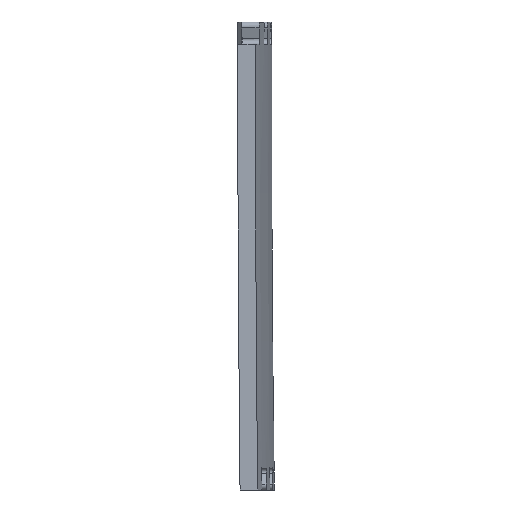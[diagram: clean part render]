
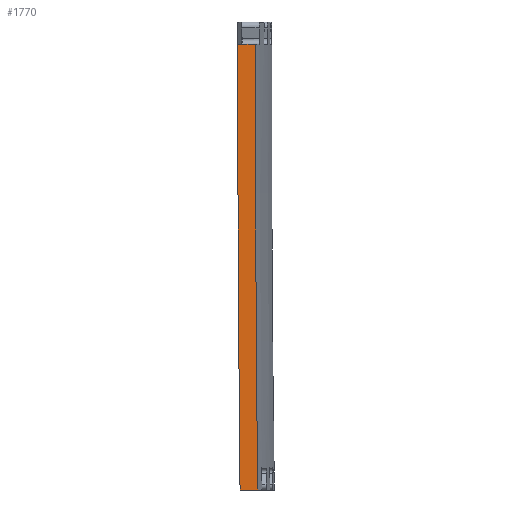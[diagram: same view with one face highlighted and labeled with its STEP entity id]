
A CAD part, left-side view. The second image highlights one B-rep face of the part: STEP entity #1770.
In plain terms, the highlighted planar face has unit normal (-1, 0, 0).
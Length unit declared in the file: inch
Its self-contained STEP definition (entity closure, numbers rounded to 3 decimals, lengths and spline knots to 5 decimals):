
#16=CIRCLE('',#1840,1000.);
#18=CIRCLE('',#1889,1000.3937);
#158=FACE_OUTER_BOUND('',#252,.T.);
#252=EDGE_LOOP('',(#1625,#1626,#1627,#1628));
#281=LINE('',#2785,#373);
#344=LINE('',#4176,#436);
#373=VECTOR('',#1977,0.3937);
#436=VECTOR('',#2174,0.3937);
#673=VERTEX_POINT('',#2778);
#675=VERTEX_POINT('',#2784);
#754=VERTEX_POINT('',#3626);
#800=VERTEX_POINT('',#4171);
#884=EDGE_CURVE('',#675,#673,#281,.T.);
#983=EDGE_CURVE('',#673,#754,#16,.T.);
#1075=EDGE_CURVE('',#754,#800,#344,.T.);
#1076=EDGE_CURVE('',#675,#800,#18,.T.);
#1625=ORIENTED_EDGE('',*,*,#884,.T.);
#1626=ORIENTED_EDGE('',*,*,#983,.T.);
#1627=ORIENTED_EDGE('',*,*,#1075,.T.);
#1628=ORIENTED_EDGE('',*,*,#1076,.F.);
#1676=PLANE('',#1890);
#1770=ADVANCED_FACE('',(#158),#1676,.T.);
#1840=AXIS2_PLACEMENT_3D('',#3631,#2033,#2034);
#1889=AXIS2_PLACEMENT_3D('',#4178,#2177,#2178);
#1890=AXIS2_PLACEMENT_3D('',#4179,#2179,#2180);
#1977=DIRECTION('',(0.,-1.,0.));
#2033=DIRECTION('center_axis',(1.,0.,0.));
#2034=DIRECTION('ref_axis',(0.,0.,-1.));
#2174=DIRECTION('',(0.,1.,0.));
#2177=DIRECTION('center_axis',(1.,0.,0.));
#2178=DIRECTION('ref_axis',(0.,0.,-1.));
#2179=DIRECTION('center_axis',(-1.,0.,0.));
#2180=DIRECTION('ref_axis',(0.,0.,1.));
#2778=CARTESIAN_POINT('',(-4.75,-0.05253,-10.25));
#2784=CARTESIAN_POINT('',(-4.75,0.34119,-10.25));
#2785=CARTESIAN_POINT('',(-4.75,0.4202,-10.25));
#3626=CARTESIAN_POINT('',(-4.75,-0.00003,-0.25));
#3631=CARTESIAN_POINT('Origin',(-4.75,-1000.,0.));
#4171=CARTESIAN_POINT('',(-4.75,0.39367,-0.25));
#4176=CARTESIAN_POINT('',(-4.75,0.4202,-0.25));
#4178=CARTESIAN_POINT('Origin',(-4.75,-1000.,0.));
#4179=CARTESIAN_POINT('Origin',(-4.75,0.3937,0.));
